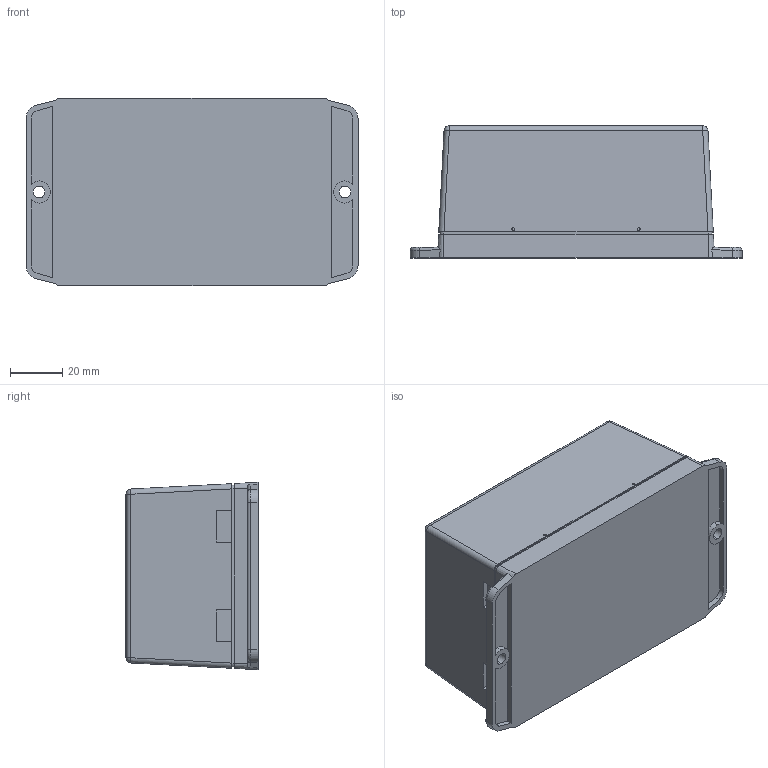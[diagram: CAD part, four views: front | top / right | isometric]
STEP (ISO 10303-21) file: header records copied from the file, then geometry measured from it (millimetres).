
FILE_DESCRIPTION (( 'STEP AP214' ), '1' );
FILE_NAME ('NUB1057050.STEP', '2013-09-11T01:30:02', ( 'NEF User' ), ( 'NEF User' ), 'SwSTEP 2.0', 'SolidWorks 2012', '' );
FILE_SCHEMA (( 'AUTOMOTIVE_DESIGN' ));
Length unit declared in the file: millimetre
Products named in the file (3): NUB107050-COVER; NUB1057050-base; NUB1057050
Assembly tree (2 placements, depth 2):
  NUB1057050
    NUB1057050-base
    NUB107050-COVER
Bounding box: 127 x 50.5 x 71.65 mm (x, y, z)
Volume: 69161.1 mm3; surface area: 65922.6 mm2
Topology: 2 solids, 2 shells, 234 faces, 618 edges, 400 vertices
Faces by surface type: plane 154, cylinder 52, cone 20, torus 4, sphere 4
Entity records: 7316 total; most frequent: CARTESIAN_POINT 1321, ORIENTED_EDGE 1228, DIRECTION 1224, EDGE_CURVE 614, LINE 458, VECTOR 458, VERTEX_POINT 400, AXIS2_PLACEMENT_3D 383
